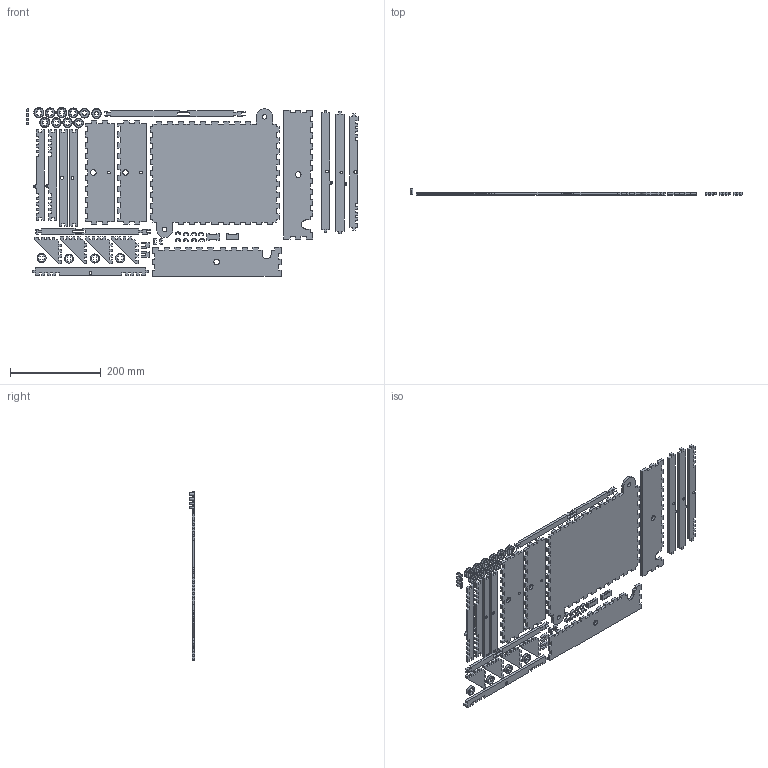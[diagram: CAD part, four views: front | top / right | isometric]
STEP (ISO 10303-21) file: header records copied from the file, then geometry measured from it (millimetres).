
FILE_DESCRIPTION (( 'STEP AP214' ), '1' );
FILE_NAME ('flaten Labyrinth.STEP', '2012-11-06T18:34:55', ( 'PerMMA' ), ( '' ), 'SwSTEP 2.0', 'SolidWorks 2011', '' );
FILE_SCHEMA (( 'AUTOMOTIVE_DESIGN' ));
Length unit declared in the file: millimetre
Products named in the file (19): Wire cap; Rot bar virtical_Short bar; Side plate out; Side plate mid; Side plate in; Rot bar virtical_Long bar; Rot bar horizontal; Pivit bar; Knob small hole; Knob big hole; knob bar horizontal; Front plate out; Front plate mid; Front plate in; Bottom plate out; Bottom plate in; bar end horizontal; bar bearing; flaten Labyrinth
Assembly tree (51 placements, depth 2):
  flaten Labyrinth
    Pivit bar  x4
    Side plate out  x2
    Knob big hole  x8
    Front plate out  x2
    Rot bar virtical_Short bar
    Rot bar horizontal  x2
    Wire cap  x4
    Front plate in  x2
    bar bearing  x8
    bar end horizontal  x2
    knob bar horizontal  x2
    Knob small hole  x2
    Side plate mid  x2
    Front plate mid  x2
    Bottom plate in  x4
    Rot bar virtical_Long bar
    Side plate in  x2
    Bottom plate out
Bounding box: 731.56 x 13 x 372.01 mm (x, y, z)
Volume: 1037885.6 mm3; surface area: 434948 mm2
Topology: 51 solids, 51 shells, 2548 faces, 7338 edges, 4892 vertices
Faces by surface type: plane 1362, cylinder 1186
Entity records: 36481 total; most frequent: CARTESIAN_POINT 6252, ORIENTED_EDGE 6162, DIRECTION 5985, EDGE_CURVE 3081, VECTOR 2411, LINE 2411, VERTEX_POINT 2054, AXIS2_PLACEMENT_3D 1787
